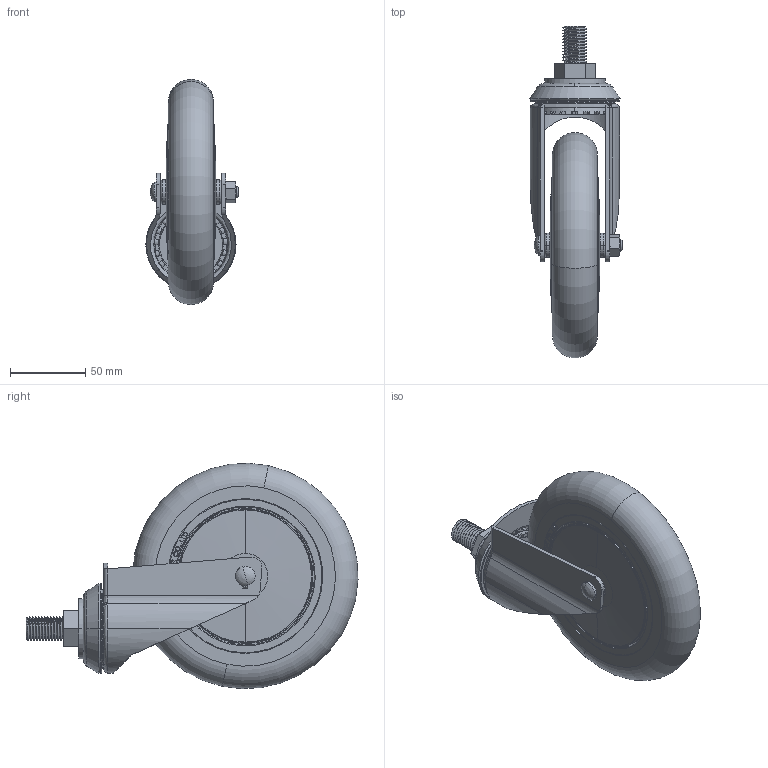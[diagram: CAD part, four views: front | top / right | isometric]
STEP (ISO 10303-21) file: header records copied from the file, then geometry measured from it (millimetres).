
FILE_DESCRIPTION (( 'STEP AP203' ), '1' );
FILE_NAME ('ACLU-150SS.STEP', '2015-09-18T07:49:53', ( 'WON SINCHUL' ), ( 'Hewlett-Packard Company' ), 'SwSTEP 2.0', 'SolidWorks 2015', '' );
FILE_SCHEMA (( 'CONFIG_CONTROL_DESIGN' ));
Length unit declared in the file: millimetre
Products named in the file (1): ACLU-150SS
Bounding box: 61.4 x 220.89 x 149.93 mm (x, y, z)
Volume: 450900.9 mm3; surface area: 173345.3 mm2
Topology: 14 solids, 14 shells, 992 faces, 2739 edges, 1798 vertices
Faces by surface type: plane 450, cylinder 281, bspline 168, cone 49, torus 44
Entity records: 43263 total; most frequent: CARTESIAN_POINT 19341, ORIENTED_EDGE 5466, DIRECTION 4371, EDGE_CURVE 2733, VERTEX_POINT 1798, AXIS2_PLACEMENT_3D 1567, VECTOR 1237, LINE 1237
